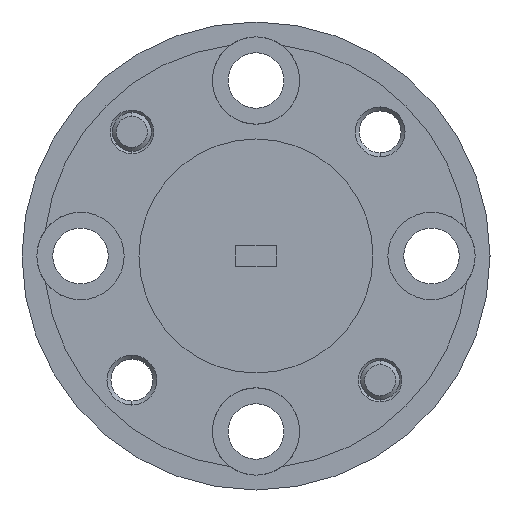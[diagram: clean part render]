
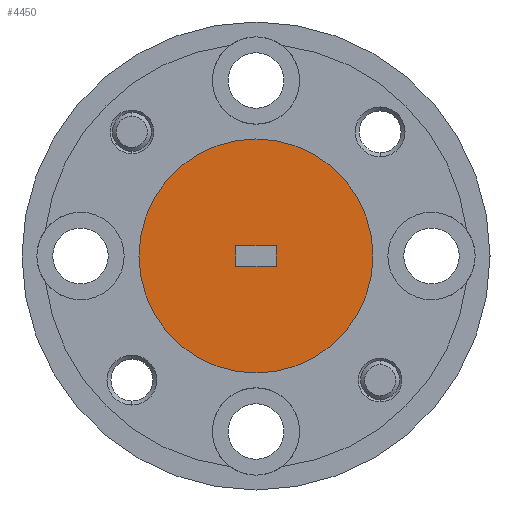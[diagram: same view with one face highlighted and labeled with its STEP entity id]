
A CAD part, left-side view. The second image highlights one B-rep face of the part: STEP entity #4450.
In plain terms, the highlighted planar face has unit normal (-1, 0, 0).
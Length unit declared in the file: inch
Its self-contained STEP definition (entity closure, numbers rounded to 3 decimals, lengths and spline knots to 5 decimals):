
#170 = ORIENTED_EDGE ( 'NONE', *, *, #5108, .F. ) ;
#508 = VERTEX_POINT ( 'NONE', #6326 ) ;
#621 = EDGE_CURVE ( 'NONE', #508, #5657, #4764, .T. ) ;
#627 = VERTEX_POINT ( 'NONE', #3845 ) ;
#643 = DIRECTION ( 'NONE',  ( -1., 0., 0. ) ) ;
#725 = FACE_OUTER_BOUND ( 'NONE', #941, .T. ) ;
#941 = EDGE_LOOP ( 'NONE', ( #5244, #3804 ) ) ;
#972 = CARTESIAN_POINT ( 'NONE',  ( 2.75, -0.0325, -0.01625 ) ) ;
#1119 = ORIENTED_EDGE ( 'NONE', *, *, #3454, .F. ) ;
#1286 = PLANE ( 'NONE',  #5461 ) ;
#1357 = LINE ( 'NONE', #2970, #2434 ) ;
#1448 = EDGE_CURVE ( 'NONE', #627, #3223, #1357, .T. ) ;
#1687 = CARTESIAN_POINT ( 'NONE',  ( 2.75, -0.0325, 0.01625 ) ) ;
#2003 = CIRCLE ( 'NONE', #3950, 0.1875 ) ;
#2295 = DIRECTION ( 'NONE',  ( 0., 0., 1. ) ) ;
#2434 = VECTOR ( 'NONE', #6068, 39.37008 ) ;
#2497 = FACE_BOUND ( 'NONE', #3243, .T. ) ;
#2715 = VECTOR ( 'NONE', #3458, 39.37008 ) ;
#2822 = CARTESIAN_POINT ( 'NONE',  ( 2.75, 0., 0. ) ) ;
#2858 = CARTESIAN_POINT ( 'NONE',  ( 2.75, 0.0325, -0.01625 ) ) ;
#2950 = CARTESIAN_POINT ( 'NONE',  ( 2.75, -0.0325, 0.01625 ) ) ;
#2970 = CARTESIAN_POINT ( 'NONE',  ( 2.75, 0.0325, 0.01625 ) ) ;
#3114 = CARTESIAN_POINT ( 'NONE',  ( 2.75, 0., 0. ) ) ;
#3223 = VERTEX_POINT ( 'NONE', #2858 ) ;
#3243 = EDGE_LOOP ( 'NONE', ( #170, #1119, #4139, #4823 ) ) ;
#3340 = LINE ( 'NONE', #2950, #2715 ) ;
#3454 = EDGE_CURVE ( 'NONE', #3223, #5498, #4301, .T. ) ;
#3458 = DIRECTION ( 'NONE',  ( 0., 0., 1. ) ) ;
#3624 = DIRECTION ( 'NONE',  ( 0., 0., 1. ) ) ;
#3633 = DIRECTION ( 'NONE',  ( 0., 0., 1. ) ) ;
#3653 = CARTESIAN_POINT ( 'NONE',  ( 2.75, -0.0325, 0.01625 ) ) ;
#3690 = EDGE_CURVE ( 'NONE', #5261, #627, #4294, .T. ) ;
#3804 = ORIENTED_EDGE ( 'NONE', *, *, #5581, .T. ) ;
#3845 = CARTESIAN_POINT ( 'NONE',  ( 2.75, 0.0325, 0.01625 ) ) ;
#3950 = AXIS2_PLACEMENT_3D ( 'NONE', #2822, #643, #2295 ) ;
#4139 = ORIENTED_EDGE ( 'NONE', *, *, #1448, .F. ) ;
#4194 = DIRECTION ( 'NONE',  ( -1., 0., 0. ) ) ;
#4205 = DIRECTION ( 'NONE',  ( 0., -1., 0. ) ) ;
#4294 = LINE ( 'NONE', #1687, #5369 ) ;
#4301 = LINE ( 'NONE', #5693, #6355 ) ;
#4450 = ADVANCED_FACE ( 'NONE', ( #2497, #725 ), #1286, .F. ) ;
#4689 = CARTESIAN_POINT ( 'NONE',  ( 2.75, 0.375, 0. ) ) ;
#4764 = CIRCLE ( 'NONE', #5726, 0.1875 ) ;
#4823 = ORIENTED_EDGE ( 'NONE', *, *, #3690, .F. ) ;
#5108 = EDGE_CURVE ( 'NONE', #5498, #5261, #3340, .T. ) ;
#5229 = DIRECTION ( 'NONE',  ( 1., 0., 0. ) ) ;
#5244 = ORIENTED_EDGE ( 'NONE', *, *, #621, .T. ) ;
#5261 = VERTEX_POINT ( 'NONE', #3653 ) ;
#5369 = VECTOR ( 'NONE', #5843, 39.37008 ) ;
#5461 = AXIS2_PLACEMENT_3D ( 'NONE', #4689, #5229, #3624 ) ;
#5498 = VERTEX_POINT ( 'NONE', #972 ) ;
#5581 = EDGE_CURVE ( 'NONE', #5657, #508, #2003, .T. ) ;
#5657 = VERTEX_POINT ( 'NONE', #6415 ) ;
#5693 = CARTESIAN_POINT ( 'NONE',  ( 2.75, -0.0325, -0.01625 ) ) ;
#5726 = AXIS2_PLACEMENT_3D ( 'NONE', #3114, #4194, #3633 ) ;
#5843 = DIRECTION ( 'NONE',  ( 0., 1., 0. ) ) ;
#6068 = DIRECTION ( 'NONE',  ( 0., 0., -1. ) ) ;
#6326 = CARTESIAN_POINT ( 'NONE',  ( 2.75, 0., 0.1875 ) ) ;
#6355 = VECTOR ( 'NONE', #4205, 39.37008 ) ;
#6415 = CARTESIAN_POINT ( 'NONE',  ( 2.75, 0., -0.1875 ) ) ;
